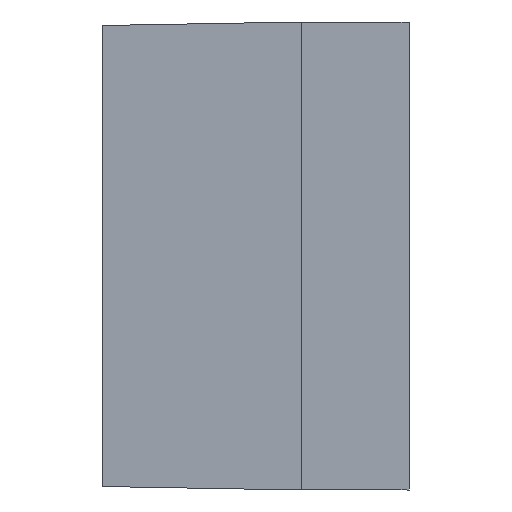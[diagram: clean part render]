
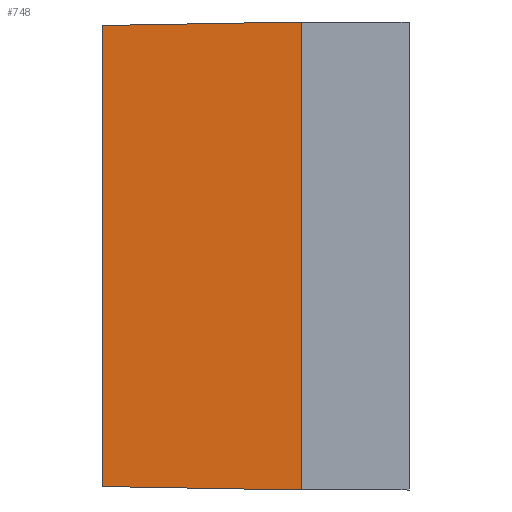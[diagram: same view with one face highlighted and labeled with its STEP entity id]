
A CAD part, left-side view. The second image highlights one B-rep face of the part: STEP entity #748.
In plain terms, the highlighted planar face has unit normal (-1, 0.018, 0).
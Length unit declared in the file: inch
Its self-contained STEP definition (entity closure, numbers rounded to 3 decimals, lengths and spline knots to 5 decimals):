
#3 = CARTESIAN_POINT ( 'NONE',  ( -0.0785, 0., -0.087 ) ) ;
#51 = DIRECTION ( 'NONE',  ( -1., 0.017, 0. ) ) ;
#60 = VECTOR ( 'NONE', #944, 39.37008 ) ;
#95 = CARTESIAN_POINT ( 'NONE',  ( -0.0785, 0., -0.087 ) ) ;
#118 = CARTESIAN_POINT ( 'NONE',  ( -0.0785, 0., 0. ) ) ;
#217 = CARTESIAN_POINT ( 'NONE',  ( -0.0785, 0., -0.087 ) ) ;
#271 = CARTESIAN_POINT ( 'NONE',  ( -0.07785, 0.037, -0.087 ) ) ;
#360 = CARTESIAN_POINT ( 'NONE',  ( -0.0785, 0., -0.087 ) ) ;
#434 = VECTOR ( 'NONE', #1888, 39.37008 ) ;
#494 = CARTESIAN_POINT ( 'NONE',  ( -0.0785, 0., 0. ) ) ;
#547 = VERTEX_POINT ( 'NONE', #799 ) ;
#554 = LINE ( 'NONE', #3, #972 ) ;
#568 = AXIS2_PLACEMENT_3D ( 'NONE', #217, #51, #718 ) ;
#687 = LINE ( 'NONE', #360, #434 ) ;
#718 = DIRECTION ( 'NONE',  ( -0.017, -1., 0. ) ) ;
#748 = ADVANCED_FACE ( 'NONE', ( #1079 ), #1734, .T. ) ;
#799 = CARTESIAN_POINT ( 'NONE',  ( -0.07785, 0.037, -0.08635 ) ) ;
#852 = EDGE_CURVE ( 'NONE', #547, #1147, #1112, .T. ) ;
#944 = DIRECTION ( 'NONE',  ( 0., 0., 1. ) ) ;
#972 = VECTOR ( 'NONE', #1043, 39.37008 ) ;
#984 = ORIENTED_EDGE ( 'NONE', *, *, #1361, .T. ) ;
#1043 = DIRECTION ( 'NONE',  ( 0., 0., 1. ) ) ;
#1079 = FACE_OUTER_BOUND ( 'NONE', #2190, .T. ) ;
#1112 = LINE ( 'NONE', #271, #60 ) ;
#1147 = VERTEX_POINT ( 'NONE', #1167 ) ;
#1167 = CARTESIAN_POINT ( 'NONE',  ( -0.07785, 0.037, -0.00065 ) ) ;
#1264 = VERTEX_POINT ( 'NONE', #118 ) ;
#1361 = EDGE_CURVE ( 'NONE', #1913, #1264, #554, .T. ) ;
#1639 = ORIENTED_EDGE ( 'NONE', *, *, #2111, .T. ) ;
#1666 = EDGE_CURVE ( 'NONE', #1147, #1264, #1980, .T. ) ;
#1731 = VECTOR ( 'NONE', #2006, 39.37008 ) ;
#1734 = PLANE ( 'NONE',  #568 ) ;
#1888 = DIRECTION ( 'NONE',  ( -0.017, -1., -0.017 ) ) ;
#1913 = VERTEX_POINT ( 'NONE', #95 ) ;
#1980 = LINE ( 'NONE', #494, #1731 ) ;
#2006 = DIRECTION ( 'NONE',  ( -0.017, -1., 0.017 ) ) ;
#2108 = ORIENTED_EDGE ( 'NONE', *, *, #1666, .F. ) ;
#2111 = EDGE_CURVE ( 'NONE', #547, #1913, #687, .T. ) ;
#2121 = ORIENTED_EDGE ( 'NONE', *, *, #852, .F. ) ;
#2190 = EDGE_LOOP ( 'NONE', ( #984, #2108, #2121, #1639 ) ) ;
